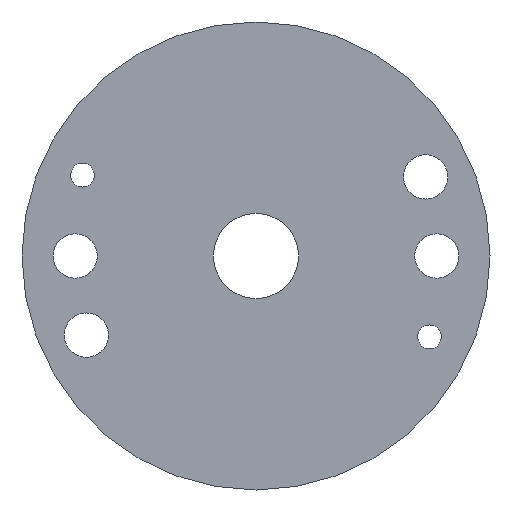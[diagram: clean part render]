
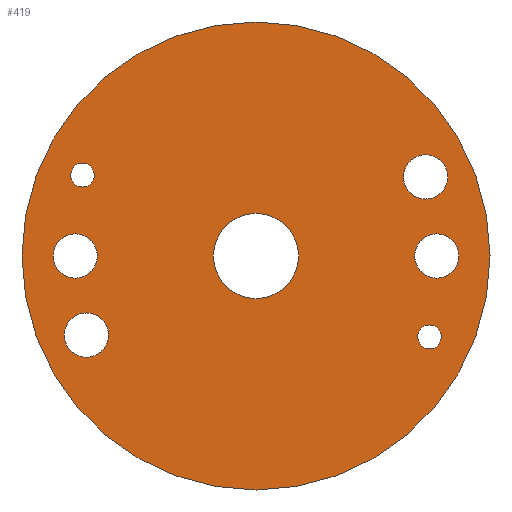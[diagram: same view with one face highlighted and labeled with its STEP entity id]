
A CAD part, front view. The second image highlights one B-rep face of the part: STEP entity #419.
In plain terms, the highlighted planar face has unit normal (0, -1, 0).
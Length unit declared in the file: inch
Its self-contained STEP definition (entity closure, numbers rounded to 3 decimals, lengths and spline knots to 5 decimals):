
#2 = VERTEX_POINT ( 'NONE', #254 ) ;
#4 = VERTEX_POINT ( 'NONE', #146 ) ;
#9 = DIRECTION ( 'NONE',  ( 0., 1., 0. ) ) ;
#10 = CARTESIAN_POINT ( 'NONE',  ( 2.03919, 0., -0.95089 ) ) ;
#24 = DIRECTION ( 'NONE',  ( 0., 0., 1. ) ) ;
#25 = ORIENTED_EDGE ( 'NONE', *, *, #507, .T. ) ;
#27 = ORIENTED_EDGE ( 'NONE', *, *, #381, .T. ) ;
#38 = DIRECTION ( 'NONE',  ( 0., 0., 1. ) ) ;
#40 = EDGE_LOOP ( 'NONE', ( #201, #409 ) ) ;
#41 = EDGE_CURVE ( 'NONE', #393, #2, #591, .T. ) ;
#45 = AXIS2_PLACEMENT_3D ( 'NONE', #571, #235, #38 ) ;
#46 = AXIS2_PLACEMENT_3D ( 'NONE', #10, #608, #263 ) ;
#50 = EDGE_CURVE ( 'NONE', #520, #192, #143, .T. ) ;
#53 = VERTEX_POINT ( 'NONE', #290 ) ;
#64 = AXIS2_PLACEMENT_3D ( 'NONE', #492, #251, #189 ) ;
#65 = EDGE_LOOP ( 'NONE', ( #359, #443 ) ) ;
#66 = DIRECTION ( 'NONE',  ( 0., 1., 0. ) ) ;
#69 = ORIENTED_EDGE ( 'NONE', *, *, #626, .T. ) ;
#71 = DIRECTION ( 'NONE',  ( 0., 0., 1. ) ) ;
#76 = AXIS2_PLACEMENT_3D ( 'NONE', #568, #402, #316 ) ;
#85 = DIRECTION ( 'NONE',  ( 0., 1., 0. ) ) ;
#94 = ORIENTED_EDGE ( 'NONE', *, *, #41, .T. ) ;
#101 = AXIS2_PLACEMENT_3D ( 'NONE', #415, #66, #223 ) ;
#102 = CARTESIAN_POINT ( 'NONE',  ( 2.125, 0., 0.26 ) ) ;
#108 = DIRECTION ( 'NONE',  ( 0., 0., 1. ) ) ;
#112 = FACE_BOUND ( 'NONE', #504, .T. ) ;
#113 = CIRCLE ( 'NONE', #587, 0.26 ) ;
#114 = VERTEX_POINT ( 'NONE', #139 ) ;
#115 = CARTESIAN_POINT ( 'NONE',  ( 0., 0., 0. ) ) ;
#117 = FACE_BOUND ( 'NONE', #609, .T. ) ;
#139 = CARTESIAN_POINT ( 'NONE',  ( 0., 0., -0.5 ) ) ;
#143 = CIRCLE ( 'NONE', #505, 0.26 ) ;
#146 = CARTESIAN_POINT ( 'NONE',  ( -1.99388, 0., -1.18976 ) ) ;
#147 = CARTESIAN_POINT ( 'NONE',  ( 2.125, 0., 0. ) ) ;
#149 = VERTEX_POINT ( 'NONE', #374 ) ;
#161 = DIRECTION ( 'NONE',  ( 0., 1., 0. ) ) ;
#164 = EDGE_CURVE ( 'NONE', #307, #382, #166, .T. ) ;
#166 = CIRCLE ( 'NONE', #527, 2.75 ) ;
#167 = DIRECTION ( 'NONE',  ( 0., 1., 0. ) ) ;
#171 = DIRECTION ( 'NONE',  ( 0., 1., 0. ) ) ;
#172 = DIRECTION ( 'NONE',  ( 0., 0., 1. ) ) ;
#177 = CIRCLE ( 'NONE', #446, 0.26 ) ;
#183 = CIRCLE ( 'NONE', #276, 0.26 ) ;
#189 = DIRECTION ( 'NONE',  ( 0., 0., 1. ) ) ;
#192 = VERTEX_POINT ( 'NONE', #331 ) ;
#201 = ORIENTED_EDGE ( 'NONE', *, *, #594, .T. ) ;
#203 = CARTESIAN_POINT ( 'NONE',  ( -2.125, 0., 0. ) ) ;
#207 = FACE_BOUND ( 'NONE', #513, .T. ) ;
#209 = EDGE_LOOP ( 'NONE', ( #25, #603 ) ) ;
#215 = AXIS2_PLACEMENT_3D ( 'NONE', #203, #167, #172 ) ;
#217 = DIRECTION ( 'NONE',  ( 0., 0., 1. ) ) ;
#223 = DIRECTION ( 'NONE',  ( 0., 0., 1. ) ) ;
#224 = VERTEX_POINT ( 'NONE', #102 ) ;
#227 = VERTEX_POINT ( 'NONE', #490 ) ;
#232 = CARTESIAN_POINT ( 'NONE',  ( -2.125, 0., 0.26 ) ) ;
#235 = DIRECTION ( 'NONE',  ( 0., 1., 0. ) ) ;
#238 = ORIENTED_EDGE ( 'NONE', *, *, #350, .T. ) ;
#240 = ORIENTED_EDGE ( 'NONE', *, *, #281, .T. ) ;
#246 = ORIENTED_EDGE ( 'NONE', *, *, #314, .T. ) ;
#251 = DIRECTION ( 'NONE',  ( 0., 1., 0. ) ) ;
#254 = CARTESIAN_POINT ( 'NONE',  ( -2.03919, 0., 1.09089 ) ) ;
#256 = ORIENTED_EDGE ( 'NONE', *, *, #470, .T. ) ;
#261 = ORIENTED_EDGE ( 'NONE', *, *, #397, .T. ) ;
#263 = DIRECTION ( 'NONE',  ( 0., 0., 1. ) ) ;
#264 = VERTEX_POINT ( 'NONE', #538 ) ;
#267 = CARTESIAN_POINT ( 'NONE',  ( -1.99388, 0., -0.92976 ) ) ;
#276 = AXIS2_PLACEMENT_3D ( 'NONE', #422, #85, #373 ) ;
#277 = AXIS2_PLACEMENT_3D ( 'NONE', #361, #561, #24 ) ;
#281 = EDGE_CURVE ( 'NONE', #264, #224, #421, .T. ) ;
#284 = DIRECTION ( 'NONE',  ( 0., 1., 0. ) ) ;
#288 = AXIS2_PLACEMENT_3D ( 'NONE', #458, #403, #503 ) ;
#290 = CARTESIAN_POINT ( 'NONE',  ( -2.125, 0., -0.26 ) ) ;
#293 = AXIS2_PLACEMENT_3D ( 'NONE', #115, #9, #217 ) ;
#303 = EDGE_LOOP ( 'NONE', ( #431, #238 ) ) ;
#306 = CARTESIAN_POINT ( 'NONE',  ( -2.125, 0., 0. ) ) ;
#307 = VERTEX_POINT ( 'NONE', #362 ) ;
#310 = FACE_BOUND ( 'NONE', #303, .T. ) ;
#313 = DIRECTION ( 'NONE',  ( 0., 0., 1. ) ) ;
#314 = EDGE_CURVE ( 'NONE', #53, #593, #177, .T. ) ;
#316 = DIRECTION ( 'NONE',  ( 0., 0., 1. ) ) ;
#326 = CIRCLE ( 'NONE', #434, 0.5 ) ;
#331 = CARTESIAN_POINT ( 'NONE',  ( 1.99388, 0., 1.18976 ) ) ;
#332 = EDGE_CURVE ( 'NONE', #539, #4, #113, .T. ) ;
#342 = DIRECTION ( 'NONE',  ( 0., 1., 0. ) ) ;
#345 = CIRCLE ( 'NONE', #76, 0.14 ) ;
#350 = EDGE_CURVE ( 'NONE', #4, #539, #641, .T. ) ;
#359 = ORIENTED_EDGE ( 'NONE', *, *, #164, .F. ) ;
#361 = CARTESIAN_POINT ( 'NONE',  ( 0., 0., 0. ) ) ;
#362 = CARTESIAN_POINT ( 'NONE',  ( 0., 0., -2.75 ) ) ;
#370 = CIRCLE ( 'NONE', #46, 0.14 ) ;
#373 = DIRECTION ( 'NONE',  ( 0., 0., 1. ) ) ;
#374 = CARTESIAN_POINT ( 'NONE',  ( 0., 0., 0.5 ) ) ;
#381 = EDGE_CURVE ( 'NONE', #500, #227, #370, .T. ) ;
#382 = VERTEX_POINT ( 'NONE', #413 ) ;
#385 = CARTESIAN_POINT ( 'NONE',  ( 1.99388, 0., 0.92976 ) ) ;
#391 = EDGE_CURVE ( 'NONE', #593, #53, #491, .T. ) ;
#393 = VERTEX_POINT ( 'NONE', #515 ) ;
#396 = ORIENTED_EDGE ( 'NONE', *, *, #391, .T. ) ;
#397 = EDGE_CURVE ( 'NONE', #224, #264, #578, .T. ) ;
#400 = CARTESIAN_POINT ( 'NONE',  ( 2.125, 0., 0. ) ) ;
#402 = DIRECTION ( 'NONE',  ( 0., 1., 0. ) ) ;
#403 = DIRECTION ( 'NONE',  ( 0., 1., 0. ) ) ;
#405 = CIRCLE ( 'NONE', #277, 0.5 ) ;
#406 = AXIS2_PLACEMENT_3D ( 'NONE', #400, #161, #508 ) ;
#409 = ORIENTED_EDGE ( 'NONE', *, *, #50, .T. ) ;
#413 = CARTESIAN_POINT ( 'NONE',  ( 0., 0., 2.75 ) ) ;
#415 = CARTESIAN_POINT ( 'NONE',  ( 0., 0., 0. ) ) ;
#418 = CARTESIAN_POINT ( 'NONE',  ( -1.99388, 0., -0.66976 ) ) ;
#419 = ADVANCED_FACE ( 'NONE', ( #555, #112, #207, #117, #310, #532, #498, #558 ), #618, .F. ) ;
#420 = CARTESIAN_POINT ( 'NONE',  ( 0., 0., 0. ) ) ;
#421 = CIRCLE ( 'NONE', #621, 0.26 ) ;
#422 = CARTESIAN_POINT ( 'NONE',  ( 1.99388, 0., 0.92976 ) ) ;
#429 = CIRCLE ( 'NONE', #101, 2.75 ) ;
#431 = ORIENTED_EDGE ( 'NONE', *, *, #332, .T. ) ;
#434 = AXIS2_PLACEMENT_3D ( 'NONE', #615, #171, #607 ) ;
#441 = EDGE_CURVE ( 'NONE', #382, #307, #429, .T. ) ;
#443 = ORIENTED_EDGE ( 'NONE', *, *, #441, .F. ) ;
#446 = AXIS2_PLACEMENT_3D ( 'NONE', #306, #453, #71 ) ;
#452 = CARTESIAN_POINT ( 'NONE',  ( 2.03919, 0., -0.81089 ) ) ;
#453 = DIRECTION ( 'NONE',  ( 0., 1., 0. ) ) ;
#458 = CARTESIAN_POINT ( 'NONE',  ( -1.99388, 0., -0.92976 ) ) ;
#468 = CARTESIAN_POINT ( 'NONE',  ( 1.99388, 0., 0.66976 ) ) ;
#469 = EDGE_LOOP ( 'NONE', ( #396, #246 ) ) ;
#470 = EDGE_CURVE ( 'NONE', #2, #393, #345, .T. ) ;
#490 = CARTESIAN_POINT ( 'NONE',  ( 2.03919, 0., -1.09089 ) ) ;
#491 = CIRCLE ( 'NONE', #215, 0.26 ) ;
#492 = CARTESIAN_POINT ( 'NONE',  ( -2.03919, 0., 0.95089 ) ) ;
#498 = FACE_OUTER_BOUND ( 'NONE', #65, .T. ) ;
#500 = VERTEX_POINT ( 'NONE', #452 ) ;
#503 = DIRECTION ( 'NONE',  ( 0., 0., 1. ) ) ;
#504 = EDGE_LOOP ( 'NONE', ( #27, #69 ) ) ;
#505 = AXIS2_PLACEMENT_3D ( 'NONE', #385, #550, #108 ) ;
#507 = EDGE_CURVE ( 'NONE', #114, #149, #326, .T. ) ;
#508 = DIRECTION ( 'NONE',  ( 0., 0., 1. ) ) ;
#513 = EDGE_LOOP ( 'NONE', ( #256, #94 ) ) ;
#515 = CARTESIAN_POINT ( 'NONE',  ( -2.03919, 0., 0.81089 ) ) ;
#520 = VERTEX_POINT ( 'NONE', #468 ) ;
#527 = AXIS2_PLACEMENT_3D ( 'NONE', #420, #284, #628 ) ;
#530 = EDGE_CURVE ( 'NONE', #149, #114, #405, .T. ) ;
#532 = FACE_BOUND ( 'NONE', #469, .T. ) ;
#538 = CARTESIAN_POINT ( 'NONE',  ( 2.125, 0., -0.26 ) ) ;
#539 = VERTEX_POINT ( 'NONE', #418 ) ;
#548 = DIRECTION ( 'NONE',  ( 0., 0., 1. ) ) ;
#550 = DIRECTION ( 'NONE',  ( 0., 1., 0. ) ) ;
#555 = FACE_BOUND ( 'NONE', #40, .T. ) ;
#558 = FACE_BOUND ( 'NONE', #209, .T. ) ;
#561 = DIRECTION ( 'NONE',  ( 0., 1., 0. ) ) ;
#562 = DIRECTION ( 'NONE',  ( 0., 1., 0. ) ) ;
#568 = CARTESIAN_POINT ( 'NONE',  ( -2.03919, 0., 0.95089 ) ) ;
#571 = CARTESIAN_POINT ( 'NONE',  ( 2.03919, 0., -0.95089 ) ) ;
#575 = CIRCLE ( 'NONE', #45, 0.14 ) ;
#578 = CIRCLE ( 'NONE', #406, 0.26 ) ;
#587 = AXIS2_PLACEMENT_3D ( 'NONE', #267, #562, #313 ) ;
#591 = CIRCLE ( 'NONE', #64, 0.14 ) ;
#593 = VERTEX_POINT ( 'NONE', #232 ) ;
#594 = EDGE_CURVE ( 'NONE', #192, #520, #183, .T. ) ;
#603 = ORIENTED_EDGE ( 'NONE', *, *, #530, .T. ) ;
#607 = DIRECTION ( 'NONE',  ( 0., 0., 1. ) ) ;
#608 = DIRECTION ( 'NONE',  ( 0., 1., 0. ) ) ;
#609 = EDGE_LOOP ( 'NONE', ( #261, #240 ) ) ;
#615 = CARTESIAN_POINT ( 'NONE',  ( 0., 0., 0. ) ) ;
#618 = PLANE ( 'NONE',  #293 ) ;
#621 = AXIS2_PLACEMENT_3D ( 'NONE', #147, #342, #548 ) ;
#626 = EDGE_CURVE ( 'NONE', #227, #500, #575, .T. ) ;
#628 = DIRECTION ( 'NONE',  ( 0., 0., 1. ) ) ;
#641 = CIRCLE ( 'NONE', #288, 0.26 ) ;
